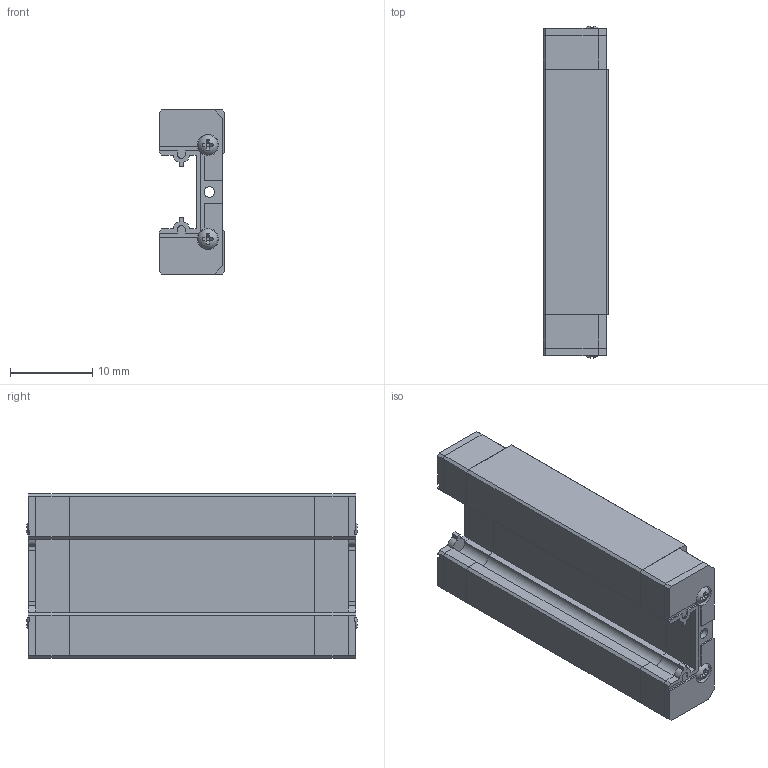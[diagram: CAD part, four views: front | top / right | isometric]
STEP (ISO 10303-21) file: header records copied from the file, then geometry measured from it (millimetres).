
FILE_DESCRIPTION(('FreeCAD Model'),'2;1');
FILE_NAME('Open CASCADE Shape Model','2023-04-07T19:13:47',(''),(''), 'Open CASCADE STEP processor 7.6','FreeCAD','Unknown');
FILE_SCHEMA(('AUTOMOTIVE_DESIGN { 1 0 10303 214 1 1 1 1 }'));
Length unit declared in the file: millimetre
Products named in the file (10): MGN9H_Block; Body; Body001 (Mirror #1); Body002 (Mirror #2); Body003; Body004; Body005; Body006; Body001; Body002
Assembly tree (9 placements, depth 2):
  MGN9H_Block
    Body
    Body001 (Mirror #1)
    Body002 (Mirror #2)
    Body003
    Body004
    Body005
    Body006
    Body001
    Body002
Bounding box: 8 x 40.44 x 20 mm (x, y, z)
Volume: 4274.8 mm3; surface area: 4239 mm2
Topology: 9 solids, 9 shells, 265 faces, 697 edges, 450 vertices
Faces by surface type: plane 206, cylinder 43, cone 12, sphere 4
Full cylindrical faces by diameter (mm): 1.25 x4, 1.29 x5, 1.8 x8, 2.5 x4, 2.6 x4
Entity records: 19016 total; most frequent: CARTESIAN_POINT 4912, DIRECTION 2595, LINE 1615, VECTOR 1615, ORIENTED_EDGE 1378, PCURVE 1378, DEFINITIONAL_REPRESENTATION 1378, EDGE_CURVE 689
